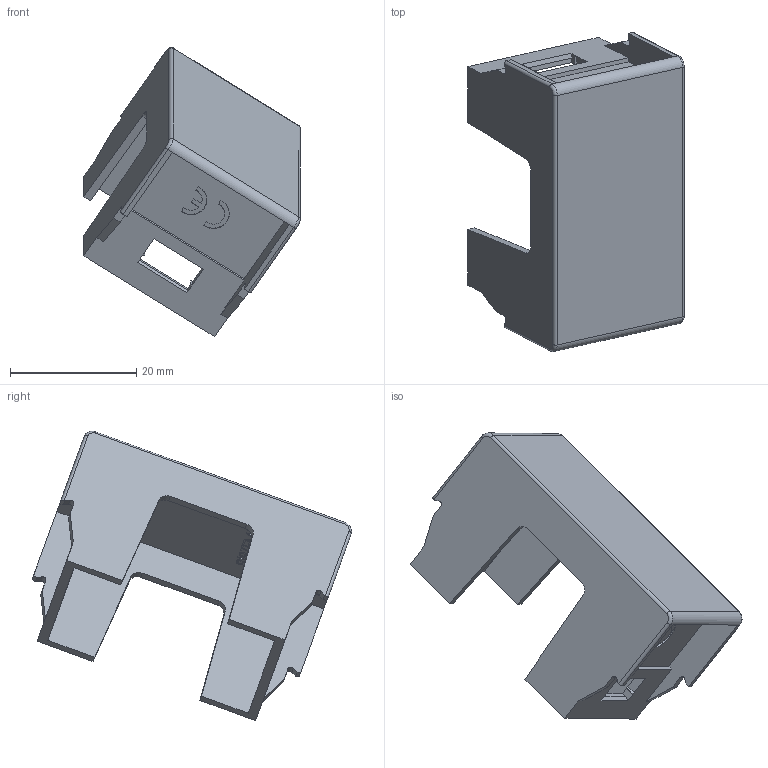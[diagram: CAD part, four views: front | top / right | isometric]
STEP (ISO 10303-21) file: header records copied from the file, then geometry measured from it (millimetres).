
FILE_DESCRIPTION(('CATIA V5 STEP Exchange'),'2;1');
FILE_NAME('45B13.stp','2023-09-26T08:24:27+00:00',('none'),('none'),'CATIA Version 5-6 Release 2016 SP6','CATIA V5 STEP AP203','none');
FILE_SCHEMA(('CONFIG_CONTROL_DESIGN'));
Length unit declared in the file: millimetre
Products named in the file (1): 45B13
Assembly tree (1 placements, depth 2):
  45B13
    #57
Bounding box: 34.27 x 50.55 x 45.83 mm (x, y, z)
Volume: 4483.7 mm3; surface area: 7444.3 mm2
Topology: 1 solids, 1 shells, 507 faces, 1376 edges, 912 vertices
Faces by surface type: plane 385, cylinder 64, extrusion 54, torus 4
Entity records: 15707 total; most frequent: CARTESIAN_POINT 3597, ORIENTED_EDGE 2752, DIRECTION 1957, EDGE_CURVE 1376, VECTOR 1190, LINE 1136, VERTEX_POINT 912, EDGE_LOOP 552
